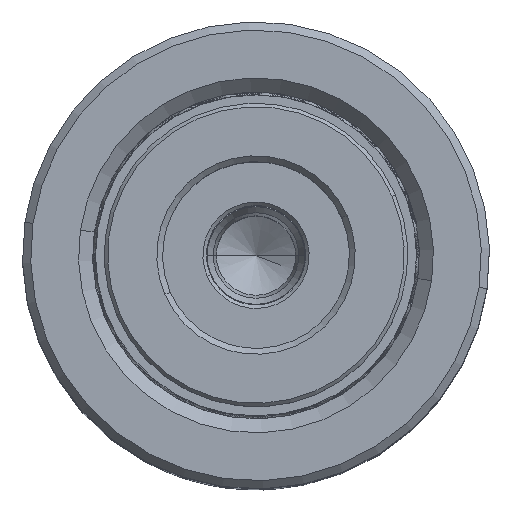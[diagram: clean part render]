
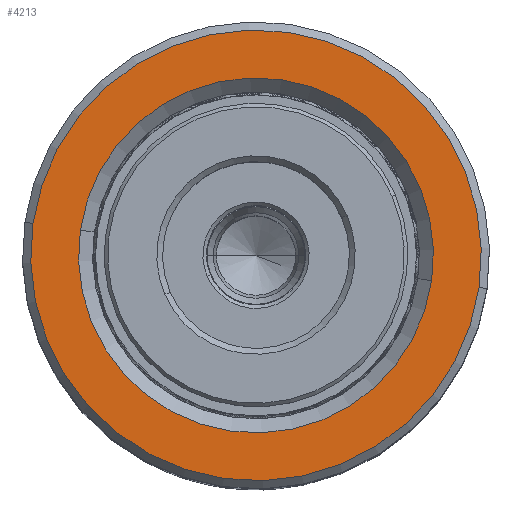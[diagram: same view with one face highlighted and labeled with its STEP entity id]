
A CAD part, top view. The second image highlights one B-rep face of the part: STEP entity #4213.
In plain terms, the highlighted planar face has unit normal (0, 0, 1).
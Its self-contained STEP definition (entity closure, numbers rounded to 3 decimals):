
#2434 = CARTESIAN_POINT ( 'NONE',  ( 19.3, 0., 60. ) ) ;
#4156 = DIRECTION ( 'NONE',  ( 0., 0., 1. ) ) ;
#4169 = DIRECTION ( 'NONE',  ( 1., 0., 0. ) ) ;
#4213 = ADVANCED_FACE ( 'NONE', ( #5391, #27419 ), #37890, .T. ) ;
#4281 = ORIENTED_EDGE ( 'NONE', *, *, #15282, .T. ) ;
#4429 = CARTESIAN_POINT ( 'NONE',  ( 15.2, 0., 60. ) ) ;
#5185 = EDGE_LOOP ( 'NONE', ( #4281, #40249 ) ) ;
#5391 = FACE_OUTER_BOUND ( 'NONE', #5185, .T. ) ;
#6463 = DIRECTION ( 'NONE',  ( 1., 0., 0. ) ) ;
#6731 = AXIS2_PLACEMENT_3D ( 'NONE', #12971, #16305, #34817 ) ;
#7672 = AXIS2_PLACEMENT_3D ( 'NONE', #14355, #14124, #4169 ) ;
#12054 = VERTEX_POINT ( 'NONE', #35417 ) ;
#12130 = EDGE_CURVE ( 'NONE', #21951, #12054, #25152, .T. ) ;
#12971 = CARTESIAN_POINT ( 'NONE',  ( 0., 0., 60. ) ) ;
#14124 = DIRECTION ( 'NONE',  ( 0., 0., -1. ) ) ;
#14355 = CARTESIAN_POINT ( 'NONE',  ( 0., 0., 60. ) ) ;
#15282 = EDGE_CURVE ( 'NONE', #23126, #17322, #28015, .T. ) ;
#15869 = EDGE_CURVE ( 'NONE', #17322, #23126, #34896, .T. ) ;
#16305 = DIRECTION ( 'NONE',  ( 0., 0., 1. ) ) ;
#16877 = ORIENTED_EDGE ( 'NONE', *, *, #19448, .T. ) ;
#17322 = VERTEX_POINT ( 'NONE', #2434 ) ;
#17426 = AXIS2_PLACEMENT_3D ( 'NONE', #24474, #30897, #6463 ) ;
#19448 = EDGE_CURVE ( 'NONE', #12054, #21951, #34225, .T. ) ;
#19853 = CARTESIAN_POINT ( 'NONE',  ( -19.3, 0., 60. ) ) ;
#21951 = VERTEX_POINT ( 'NONE', #4429 ) ;
#22026 = ORIENTED_EDGE ( 'NONE', *, *, #12130, .T. ) ;
#23126 = VERTEX_POINT ( 'NONE', #19853 ) ;
#24250 = AXIS2_PLACEMENT_3D ( 'NONE', #36416, #4156, #33074 ) ;
#24474 = CARTESIAN_POINT ( 'NONE',  ( 0., 0., 60. ) ) ;
#25152 = CIRCLE ( 'NONE', #43343, 15.2 ) ;
#27419 = FACE_BOUND ( 'NONE', #37027, .T. ) ;
#28015 = CIRCLE ( 'NONE', #17426, 19.3 ) ;
#30669 = DIRECTION ( 'NONE',  ( 0., 0., -1. ) ) ;
#30897 = DIRECTION ( 'NONE',  ( 0., 0., 1. ) ) ;
#33074 = DIRECTION ( 'NONE',  ( 1., 0., 0. ) ) ;
#34225 = CIRCLE ( 'NONE', #7672, 15.2 ) ;
#34817 = DIRECTION ( 'NONE',  ( 1., 0., 0. ) ) ;
#34896 = CIRCLE ( 'NONE', #24250, 19.3 ) ;
#35417 = CARTESIAN_POINT ( 'NONE',  ( -15.2, 0., 60. ) ) ;
#36416 = CARTESIAN_POINT ( 'NONE',  ( 0., 0., 60. ) ) ;
#37027 = EDGE_LOOP ( 'NONE', ( #22026, #16877 ) ) ;
#37890 = PLANE ( 'NONE',  #6731 ) ;
#40249 = ORIENTED_EDGE ( 'NONE', *, *, #15869, .T. ) ;
#42276 = CARTESIAN_POINT ( 'NONE',  ( 0., 0., 60. ) ) ;
#43343 = AXIS2_PLACEMENT_3D ( 'NONE', #42276, #30669, #45138 ) ;
#45138 = DIRECTION ( 'NONE',  ( 1., 0., 0. ) ) ;
